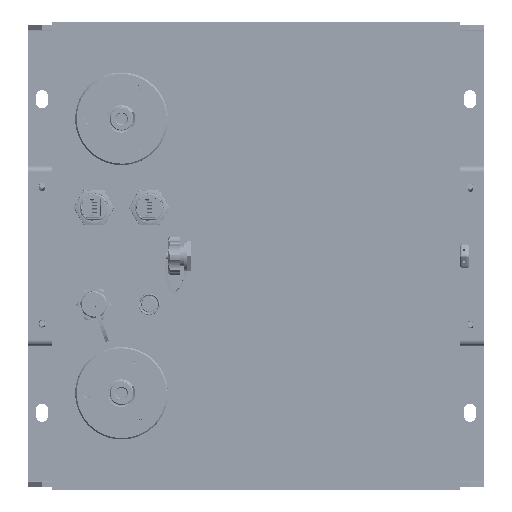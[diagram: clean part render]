
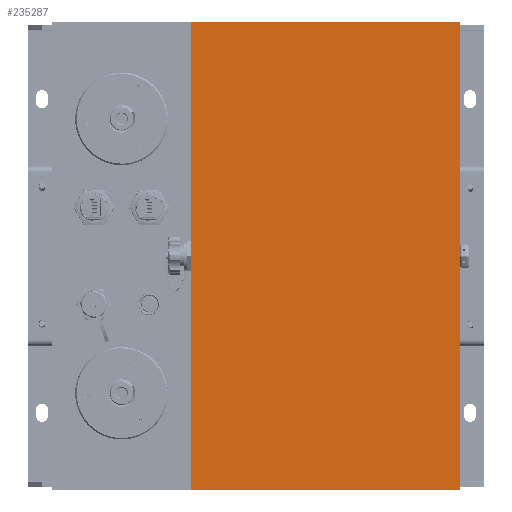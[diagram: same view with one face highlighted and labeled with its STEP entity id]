
A CAD part, front view. The second image highlights one B-rep face of the part: STEP entity #235287.
In plain terms, the highlighted planar face has unit normal (0, -1, 0).
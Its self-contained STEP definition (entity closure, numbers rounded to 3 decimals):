
#8078 = VERTEX_POINT ( 'NONE', #305988 ) ;
#30309 = ORIENTED_EDGE ( 'NONE', *, *, #121848, .F. ) ;
#35039 = DIRECTION ( 'NONE',  ( 0., 0., 1. ) ) ;
#35209 = LINE ( 'NONE', #141295, #180483 ) ;
#74641 = LINE ( 'NONE', #94028, #257246 ) ;
#87662 = EDGE_CURVE ( 'NONE', #8078, #122110, #35209, .T. ) ;
#90258 = DIRECTION ( 'NONE',  ( -1., 0., 0. ) ) ;
#93736 = CARTESIAN_POINT ( 'NONE',  ( 294.5, -256., -156.83 ) ) ;
#94028 = CARTESIAN_POINT ( 'NONE',  ( 147.25, -256., 12.42 ) ) ;
#121848 = EDGE_CURVE ( 'NONE', #304647, #191055, #74641, .T. ) ;
#122110 = VERTEX_POINT ( 'NONE', #274200 ) ;
#125166 = VECTOR ( 'NONE', #138604, 1000. ) ;
#130734 = ORIENTED_EDGE ( 'NONE', *, *, #267506, .F. ) ;
#138604 = DIRECTION ( 'NONE',  ( 0., 0., -1. ) ) ;
#141295 = CARTESIAN_POINT ( 'NONE',  ( 147.25, -256., -326.08 ) ) ;
#153752 = DIRECTION ( 'NONE',  ( 0., 0., 1. ) ) ;
#163705 = LINE ( 'NONE', #171527, #283014 ) ;
#165764 = FACE_OUTER_BOUND ( 'NONE', #225891, .T. ) ;
#171527 = CARTESIAN_POINT ( 'NONE',  ( 100., -256., -156.83 ) ) ;
#180483 = VECTOR ( 'NONE', #90258, 1000. ) ;
#191055 = VERTEX_POINT ( 'NONE', #268366 ) ;
#200729 = PLANE ( 'NONE',  #238690 ) ;
#225891 = EDGE_LOOP ( 'NONE', ( #240335, #30309, #130734, #257611 ) ) ;
#225990 = LINE ( 'NONE', #93736, #125166 ) ;
#235287 = ADVANCED_FACE ( 'NONE', ( #165764 ), #200729, .F. ) ;
#238690 = AXIS2_PLACEMENT_3D ( 'NONE', #270485, #292400, #153752 ) ;
#239845 = DIRECTION ( 'NONE',  ( 1., 0., 0. ) ) ;
#240335 = ORIENTED_EDGE ( 'NONE', *, *, #245288, .F. ) ;
#245288 = EDGE_CURVE ( 'NONE', #191055, #8078, #225990, .T. ) ;
#246635 = CARTESIAN_POINT ( 'NONE',  ( 100., -256., 12.42 ) ) ;
#257246 = VECTOR ( 'NONE', #239845, 1000. ) ;
#257611 = ORIENTED_EDGE ( 'NONE', *, *, #87662, .F. ) ;
#267506 = EDGE_CURVE ( 'NONE', #122110, #304647, #163705, .T. ) ;
#268366 = CARTESIAN_POINT ( 'NONE',  ( 294.5, -256., 12.42 ) ) ;
#270485 = CARTESIAN_POINT ( 'NONE',  ( 147.25, -256., -156.83 ) ) ;
#274200 = CARTESIAN_POINT ( 'NONE',  ( 100., -256., -326.08 ) ) ;
#283014 = VECTOR ( 'NONE', #35039, 1000. ) ;
#292400 = DIRECTION ( 'NONE',  ( 0., 1., 0. ) ) ;
#304647 = VERTEX_POINT ( 'NONE', #246635 ) ;
#305988 = CARTESIAN_POINT ( 'NONE',  ( 294.5, -256., -326.08 ) ) ;
